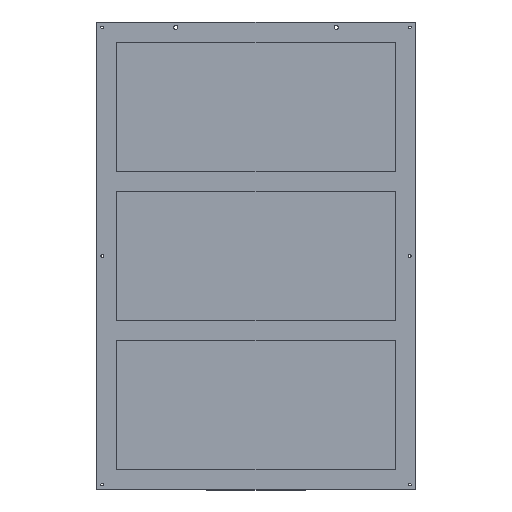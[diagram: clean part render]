
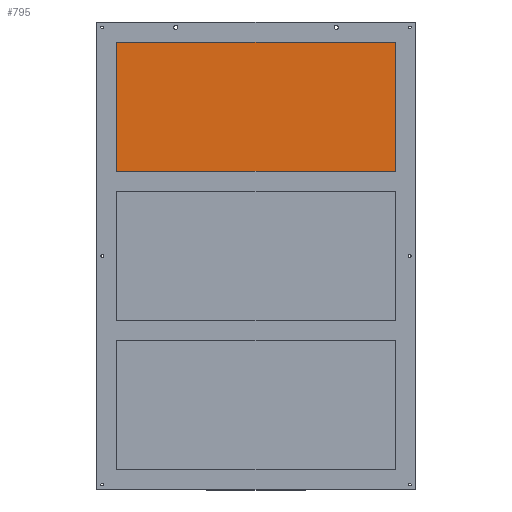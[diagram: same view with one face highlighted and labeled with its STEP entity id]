
A CAD part, top view. The second image highlights one B-rep face of the part: STEP entity #795.
In plain terms, the highlighted planar face has unit normal (0, 0, 1).
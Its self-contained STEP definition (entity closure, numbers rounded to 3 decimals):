
#1 = CARTESIAN_POINT ( 'NONE',  ( -530., 306.667, 0. ) ) ;
#9 = DIRECTION ( 'NONE',  ( 0., 1., 0. ) ) ;
#128 = EDGE_CURVE ( 'NONE', #1427, #1103, #164, .T. ) ;
#164 = LINE ( 'NONE', #427, #684 ) ;
#165 = ORIENTED_EDGE ( 'NONE', *, *, #756, .F. ) ;
#223 = DIRECTION ( 'NONE',  ( 1., 0., 0. ) ) ;
#230 = CARTESIAN_POINT ( 'NONE',  ( -530., 810., 0. ) ) ;
#248 = ORIENTED_EDGE ( 'NONE', *, *, #1423, .F. ) ;
#251 = VERTEX_POINT ( 'NONE', #663 ) ;
#260 = VECTOR ( 'NONE', #700, 1000. ) ;
#268 = CARTESIAN_POINT ( 'NONE',  ( 530., 810., 0. ) ) ;
#289 = LINE ( 'NONE', #1186, #996 ) ;
#427 = CARTESIAN_POINT ( 'NONE',  ( 530., 810., 0. ) ) ;
#540 = EDGE_CURVE ( 'NONE', #1103, #1336, #1001, .T. ) ;
#544 = LINE ( 'NONE', #230, #882 ) ;
#583 = CARTESIAN_POINT ( 'NONE',  ( 0., 0., 0. ) ) ;
#597 = ORIENTED_EDGE ( 'NONE', *, *, #540, .F. ) ;
#663 = CARTESIAN_POINT ( 'NONE',  ( -530., 810., 0. ) ) ;
#684 = VECTOR ( 'NONE', #753, 1000. ) ;
#700 = DIRECTION ( 'NONE',  ( -1., 0., 0. ) ) ;
#753 = DIRECTION ( 'NONE',  ( 0., -1., 0. ) ) ;
#756 = EDGE_CURVE ( 'NONE', #251, #1427, #544, .T. ) ;
#795 = ADVANCED_FACE ( 'NONE', ( #1460 ), #946, .F. ) ;
#816 = DIRECTION ( 'NONE',  ( -1., 0., 0. ) ) ;
#882 = VECTOR ( 'NONE', #223, 1000. ) ;
#946 = PLANE ( 'NONE',  #1131 ) ;
#996 = VECTOR ( 'NONE', #9, 1000. ) ;
#1001 = LINE ( 'NONE', #1409, #260 ) ;
#1044 = ORIENTED_EDGE ( 'NONE', *, *, #128, .F. ) ;
#1054 = DIRECTION ( 'NONE',  ( 0., 0., -1. ) ) ;
#1103 = VERTEX_POINT ( 'NONE', #1439 ) ;
#1131 = AXIS2_PLACEMENT_3D ( 'NONE', #583, #1054, #816 ) ;
#1186 = CARTESIAN_POINT ( 'NONE',  ( -530., 306.667, 0. ) ) ;
#1336 = VERTEX_POINT ( 'NONE', #1 ) ;
#1409 = CARTESIAN_POINT ( 'NONE',  ( 530., 306.667, 0. ) ) ;
#1423 = EDGE_CURVE ( 'NONE', #1336, #251, #289, .T. ) ;
#1427 = VERTEX_POINT ( 'NONE', #268 ) ;
#1439 = CARTESIAN_POINT ( 'NONE',  ( 530., 306.667, 0. ) ) ;
#1460 = FACE_OUTER_BOUND ( 'NONE', #1467, .T. ) ;
#1467 = EDGE_LOOP ( 'NONE', ( #1044, #165, #248, #597 ) ) ;
